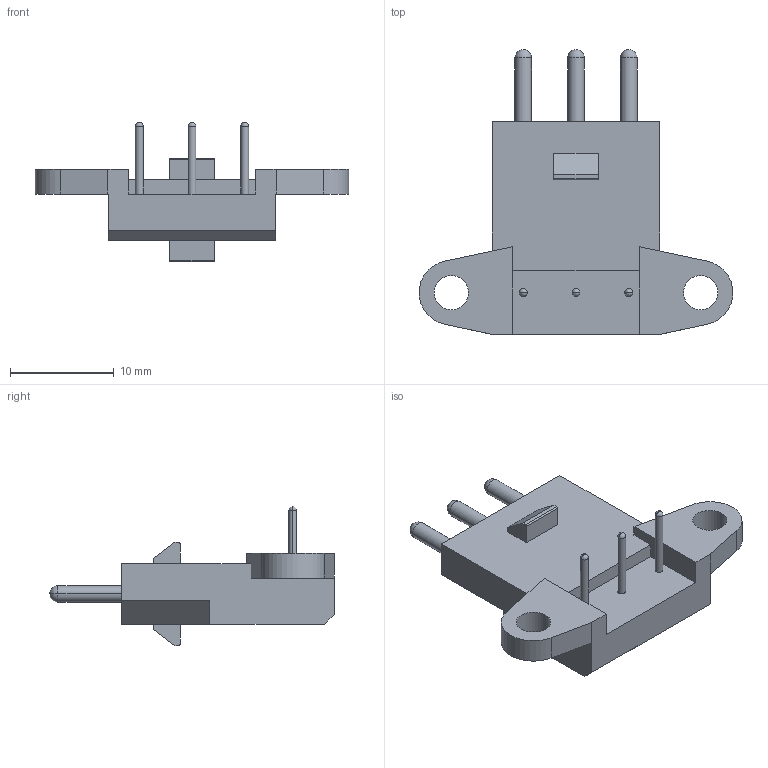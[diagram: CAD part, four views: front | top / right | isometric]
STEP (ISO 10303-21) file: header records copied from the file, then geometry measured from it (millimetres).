
FILE_DESCRIPTION((''),'2;1');
FILE_NAME('SMS3GE6_CATALOGUE_PRT','2010-08-09T',('amartin'),(''),'PRO/ENGINEER BY PARAMETRIC TECHNOLOGY CORPORATION, 2007390','PRO/ENGINEER BY PARAMETRIC TECHNOLOGY CORPORATION, 2007390','');
FILE_SCHEMA(('CONFIG_CONTROL_DESIGN'));
Length unit declared in the file: millimetre
Products named in the file (1): SMS3GE6_CATALOGUE_PRT
Bounding box: 30.2 x 27.4 x 13.4 mm (x, y, z)
Volume: 2060.1 mm3; surface area: 1537.8 mm2
Topology: 1 solids, 1 shells, 67 faces, 177 edges, 108 vertices
Faces by surface type: plane 35, cylinder 20, sphere 12
Entity records: 2029 total; most frequent: DIRECTION 351, CARTESIAN_POINT 340, ORIENTED_EDGE 330, EDGE_CURVE 165, AXIS2_PLACEMENT_3D 119, VECTOR 113, LINE 113, VERTEX_POINT 108
